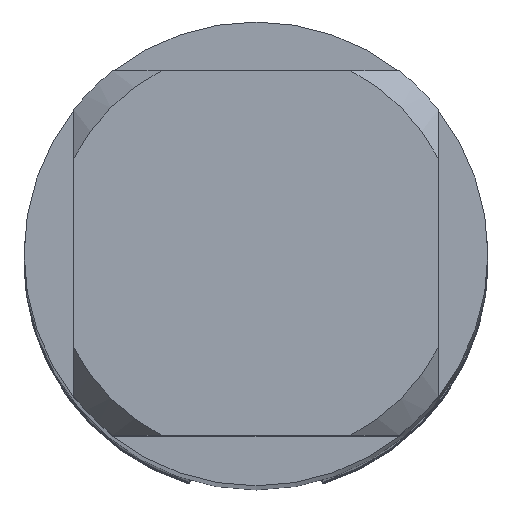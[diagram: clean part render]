
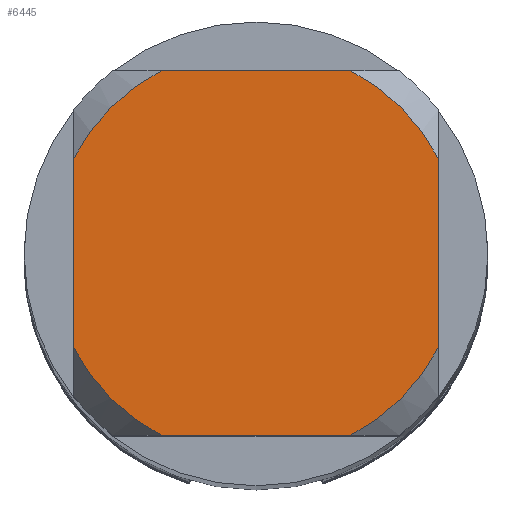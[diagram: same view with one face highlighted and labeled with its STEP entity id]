
A CAD part, top view. The second image highlights one B-rep face of the part: STEP entity #6445.
In plain terms, the highlighted planar face has unit normal (0, 0, 1).
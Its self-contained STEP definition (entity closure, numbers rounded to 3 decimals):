
#2561=EDGE_CURVE('',#2999,#3233,#7310,.T.);
#2905=EDGE_CURVE('',#7093,#3233,#7692,.T.);
#2999=VERTEX_POINT('',#7793);
#3011=EDGE_CURVE('',#2999,#3571,#7807,.T.);
#3095=EDGE_CURVE('',#5995,#4421,#7901,.T.);
#3233=VERTEX_POINT('',#8049);
#3455=VERTEX_POINT('',#8290);
#3565=EDGE_CURVE('',#5995,#3455,#8412,.T.);
#3571=VERTEX_POINT('',#8418);
#3827=VERTEX_POINT('',#8695);
#4327=EDGE_CURVE('',#7093,#4421,#9242,.T.);
#4421=VERTEX_POINT('',#9350);
#5995=VERTEX_POINT('',#11060);
#6445=ADVANCED_FACE('',(#11545),#11546,.T.);
#6829=EDGE_CURVE('',#3827,#3571,#11970,.T.);
#6971=EDGE_CURVE('',#3827,#3455,#12121,.T.);
#7093=VERTEX_POINT('',#12255);
#7310=LINE('',#12590,#12591);
#7692=CIRCLE('',#13202,3.1);
#7793=CARTESIAN_POINT('',(1.431,2.75,0.0));
#7807=CIRCLE('',#13374,3.1);
#7901=CIRCLE('',#13515,3.1);
#8049=CARTESIAN_POINT('',(-1.431,2.75,0.0));
#8290=CARTESIAN_POINT('',(1.431,-2.75,0.0));
#8412=LINE('',#14484,#14485);
#8418=CARTESIAN_POINT('',(2.75,1.431,0.0));
#8695=CARTESIAN_POINT('',(2.75,-1.431,0.0));
#9242=LINE('',#15990,#15991);
#9350=CARTESIAN_POINT('',(-2.75,-1.431,0.0));
#11060=CARTESIAN_POINT('',(-1.431,-2.75,0.0));
#11545=FACE_OUTER_BOUND('',#20056,.T.);
#11546=PLANE('',#20057);
#11970=LINE('',#20834,#20835);
#12121=CIRCLE('',#21097,3.1);
#12255=CARTESIAN_POINT('',(-2.75,1.431,0.0));
#12590=CARTESIAN_POINT('',(0.0,2.75,0.0));
#12591=VECTOR('',#21529,1.0);
#13202=AXIS2_PLACEMENT_3D('',#21979,#21980,#21981);
#13374=AXIS2_PLACEMENT_3D('',#22108,#22109,#22110);
#13515=AXIS2_PLACEMENT_3D('',#22363,#22364,#22365);
#14484=CARTESIAN_POINT('',(0.0,-2.75,0.0));
#14485=VECTOR('',#22916,1.0);
#15990=CARTESIAN_POINT('',(-2.75,0.775,0.0));
#15991=VECTOR('',#23805,1.0);
#20056=EDGE_LOOP('',(#26478,#26479,#26480,#26481,#26482,#26483,#26484,#26485));
#20057=AXIS2_PLACEMENT_3D('',#26486,#26487,#26488);
#20834=CARTESIAN_POINT('',(2.75,0.775,0.0));
#20835=VECTOR('',#26958,1.0);
#21097=AXIS2_PLACEMENT_3D('',#27101,#27102,#27103);
#21529=DIRECTION('',(-1.0,0.0,0.0));
#21979=CARTESIAN_POINT('',(0.0,0.0,0.0));
#21980=DIRECTION('',(0.0,0.0,-1.0));
#21981=DIRECTION('',(0.0,1.0,0.0));
#22108=CARTESIAN_POINT('',(0.0,0.0,0.0));
#22109=DIRECTION('',(0.0,0.0,-1.0));
#22110=DIRECTION('',(0.0,1.0,0.0));
#22363=CARTESIAN_POINT('',(0.0,0.0,0.0));
#22364=DIRECTION('',(0.0,0.0,-1.0));
#22365=DIRECTION('',(0.0,1.0,0.0));
#22916=DIRECTION('',(1.0,0.0,0.0));
#23805=DIRECTION('',(-0.0,-1.0,0.0));
#26478=ORIENTED_EDGE('',*,*,#4327,.T.);
#26479=ORIENTED_EDGE('',*,*,#3095,.F.);
#26480=ORIENTED_EDGE('',*,*,#3565,.T.);
#26481=ORIENTED_EDGE('',*,*,#6971,.F.);
#26482=ORIENTED_EDGE('',*,*,#6829,.T.);
#26483=ORIENTED_EDGE('',*,*,#3011,.F.);
#26484=ORIENTED_EDGE('',*,*,#2561,.T.);
#26485=ORIENTED_EDGE('',*,*,#2905,.F.);
#26486=CARTESIAN_POINT('',(0.0,1.55,0.0));
#26487=DIRECTION('',(-0.0,0.0,1.0));
#26488=DIRECTION('',(0.0,-1.0,0.0));
#26958=DIRECTION('',(-0.0,1.0,0.0));
#27101=CARTESIAN_POINT('',(0.0,0.0,0.0));
#27102=DIRECTION('',(0.0,0.0,-1.0));
#27103=DIRECTION('',(0.0,1.0,0.0));
